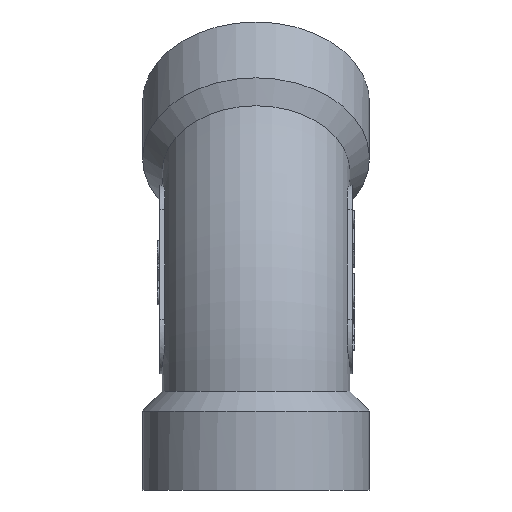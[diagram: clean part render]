
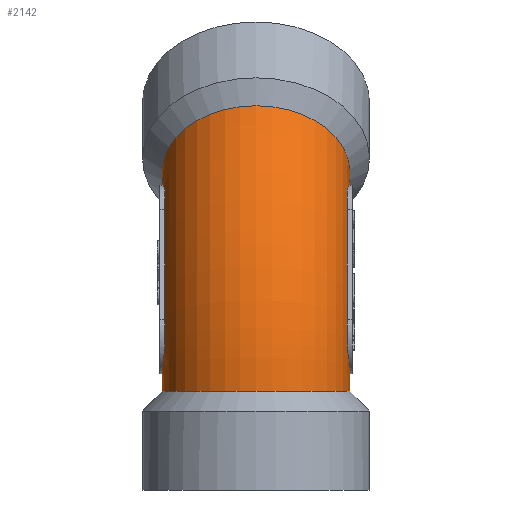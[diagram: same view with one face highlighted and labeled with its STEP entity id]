
A CAD part, left-side view. The second image highlights one B-rep face of the part: STEP entity #2142.
In plain terms, the highlighted toroidal (fillet/blend) face has major radius 31.385 mm and minor radius 9.5 mm.
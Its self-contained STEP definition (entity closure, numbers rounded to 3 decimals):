
#85=TOROIDAL_SURFACE('',#2290,31.385,9.5);
#91=CIRCLE('',#2291,33.55);
#92=CIRCLE('',#2292,29.22);
#93=CIRCLE('',#2293,33.55);
#94=CIRCLE('',#2294,22.158);
#95=CIRCLE('',#2295,9.5);
#96=CIRCLE('',#2296,22.158);
#97=CIRCLE('',#2297,9.5);
#98=CIRCLE('',#2298,33.55);
#99=CIRCLE('',#2299,29.22);
#100=CIRCLE('',#2300,33.55);
#498=ORIENTED_EDGE('',*,*,#1138,.F.);
#499=ORIENTED_EDGE('',*,*,#1139,.F.);
#500=ORIENTED_EDGE('',*,*,#1140,.F.);
#501=ORIENTED_EDGE('',*,*,#1141,.F.);
#502=ORIENTED_EDGE('',*,*,#1142,.F.);
#503=ORIENTED_EDGE('',*,*,#1143,.F.);
#504=ORIENTED_EDGE('',*,*,#1144,.T.);
#505=ORIENTED_EDGE('',*,*,#1145,.T.);
#506=ORIENTED_EDGE('',*,*,#1146,.T.);
#507=ORIENTED_EDGE('',*,*,#1147,.T.);
#508=ORIENTED_EDGE('',*,*,#1148,.T.);
#509=ORIENTED_EDGE('',*,*,#1149,.T.);
#510=ORIENTED_EDGE('',*,*,#1150,.F.);
#511=ORIENTED_EDGE('',*,*,#1151,.T.);
#512=ORIENTED_EDGE('',*,*,#1152,.F.);
#513=ORIENTED_EDGE('',*,*,#1153,.F.);
#514=ORIENTED_EDGE('',*,*,#1154,.F.);
#515=ORIENTED_EDGE('',*,*,#1155,.F.);
#516=ORIENTED_EDGE('',*,*,#1156,.F.);
#517=ORIENTED_EDGE('',*,*,#1157,.F.);
#1138=EDGE_CURVE('',#1458,#1459,#1657,.T.);
#1139=EDGE_CURVE('',#1460,#1458,#91,.T.);
#1140=EDGE_CURVE('',#1461,#1460,#1658,.T.);
#1141=EDGE_CURVE('',#1462,#1461,#92,.T.);
#1142=EDGE_CURVE('',#1463,#1462,#1659,.T.);
#1143=EDGE_CURVE('',#1459,#1463,#93,.T.);
#1144=EDGE_CURVE('',#1464,#1465,#94,.T.);
#1145=EDGE_CURVE('',#1465,#1466,#1660,.T.);
#1146=EDGE_CURVE('',#1466,#1467,#95,.F.);
#1147=EDGE_CURVE('',#1467,#1468,#1661,.T.);
#1148=EDGE_CURVE('',#1468,#1469,#96,.T.);
#1149=EDGE_CURVE('',#1469,#1470,#1662,.T.);
#1150=EDGE_CURVE('',#1471,#1470,#97,.F.);
#1151=EDGE_CURVE('',#1471,#1464,#1663,.T.);
#1152=EDGE_CURVE('',#1472,#1473,#1664,.T.);
#1153=EDGE_CURVE('',#1474,#1472,#98,.T.);
#1154=EDGE_CURVE('',#1475,#1474,#1665,.T.);
#1155=EDGE_CURVE('',#1476,#1475,#99,.T.);
#1156=EDGE_CURVE('',#1477,#1476,#1666,.T.);
#1157=EDGE_CURVE('',#1473,#1477,#100,.T.);
#1458=VERTEX_POINT('',#3037);
#1459=VERTEX_POINT('',#3038);
#1460=VERTEX_POINT('',#3040);
#1461=VERTEX_POINT('',#3046);
#1462=VERTEX_POINT('',#3048);
#1463=VERTEX_POINT('',#3054);
#1464=VERTEX_POINT('',#3057);
#1465=VERTEX_POINT('',#3058);
#1466=VERTEX_POINT('',#3063);
#1467=VERTEX_POINT('',#3065);
#1468=VERTEX_POINT('',#3070);
#1469=VERTEX_POINT('',#3072);
#1470=VERTEX_POINT('',#3077);
#1471=VERTEX_POINT('',#3079);
#1472=VERTEX_POINT('',#3088);
#1473=VERTEX_POINT('',#3089);
#1474=VERTEX_POINT('',#3091);
#1475=VERTEX_POINT('',#3097);
#1476=VERTEX_POINT('',#3099);
#1477=VERTEX_POINT('',#3105);
#1657=B_SPLINE_CURVE_WITH_KNOTS('',3,(#3033,#3034,#3035,#3036),
 .UNSPECIFIED.,.F.,.F.,(4,4),(0.,1.),.UNSPECIFIED.);
#1658=B_SPLINE_CURVE_WITH_KNOTS('',3,(#3041,#3042,#3043,#3044,#3045),
 .UNSPECIFIED.,.F.,.F.,(4,1,4),(0.,0.003,
0.005),.UNSPECIFIED.);
#1659=B_SPLINE_CURVE_WITH_KNOTS('',3,(#3049,#3050,#3051,#3052,#3053),
 .UNSPECIFIED.,.F.,.F.,(4,1,4),(0.,0.003,
0.005),.UNSPECIFIED.);
#1660=B_SPLINE_CURVE_WITH_KNOTS('',3,(#3059,#3060,#3061,#3062),
 .UNSPECIFIED.,.F.,.F.,(4,4),(0.,0.),
 .UNSPECIFIED.);
#1661=B_SPLINE_CURVE_WITH_KNOTS('',3,(#3066,#3067,#3068,#3069),
 .UNSPECIFIED.,.F.,.F.,(4,4),(0.,0.),
 .UNSPECIFIED.);
#1662=B_SPLINE_CURVE_WITH_KNOTS('',3,(#3073,#3074,#3075,#3076),
 .UNSPECIFIED.,.F.,.F.,(4,4),(0.,0.),
 .UNSPECIFIED.);
#1663=B_SPLINE_CURVE_WITH_KNOTS('',3,(#3080,#3081,#3082,#3083),
 .UNSPECIFIED.,.F.,.F.,(4,4),(0.,0.),
 .UNSPECIFIED.);
#1664=B_SPLINE_CURVE_WITH_KNOTS('',3,(#3084,#3085,#3086,#3087),
 .UNSPECIFIED.,.F.,.F.,(4,4),(0.,1.),.UNSPECIFIED.);
#1665=B_SPLINE_CURVE_WITH_KNOTS('',3,(#3092,#3093,#3094,#3095,#3096),
 .UNSPECIFIED.,.F.,.F.,(4,1,4),(0.,0.003,
0.005),.UNSPECIFIED.);
#1666=B_SPLINE_CURVE_WITH_KNOTS('',3,(#3100,#3101,#3102,#3103,#3104),
 .UNSPECIFIED.,.F.,.F.,(4,1,4),(0.,0.003,
0.005),.UNSPECIFIED.);
#1751=EDGE_LOOP('',(#498,#499,#500,#501,#502,#503));
#1752=EDGE_LOOP('',(#504,#505,#506,#507,#508,#509,#510,#511));
#1753=EDGE_LOOP('',(#512,#513,#514,#515,#516,#517));
#1911=FACE_BOUND('',#1751,.T.);
#1912=FACE_BOUND('',#1752,.T.);
#1913=FACE_BOUND('',#1753,.T.);
#2142=ADVANCED_FACE('',(#1911,#1912,#1913),#85,.T.);
#2290=AXIS2_PLACEMENT_3D('',#3032,#2446,#2447);
#2291=AXIS2_PLACEMENT_3D('',#3039,#2448,#2449);
#2292=AXIS2_PLACEMENT_3D('',#3047,#2450,#2451);
#2293=AXIS2_PLACEMENT_3D('',#3055,#2452,#2453);
#2294=AXIS2_PLACEMENT_3D('',#3056,#2454,#2455);
#2295=AXIS2_PLACEMENT_3D('',#3064,#2456,#2457);
#2296=AXIS2_PLACEMENT_3D('',#3071,#2458,#2459);
#2297=AXIS2_PLACEMENT_3D('',#3078,#2460,#2461);
#2298=AXIS2_PLACEMENT_3D('',#3090,#2462,#2463);
#2299=AXIS2_PLACEMENT_3D('',#3098,#2464,#2465);
#2300=AXIS2_PLACEMENT_3D('',#3106,#2466,#2467);
#2446=DIRECTION('',(0.,-1.,0.));
#2447=DIRECTION('',(0.,0.,-1.));
#2448=DIRECTION('',(0.,-1.,0.));
#2449=DIRECTION('',(0.,0.,-1.));
#2450=DIRECTION('',(0.,1.,0.));
#2451=DIRECTION('',(0.,0.,1.));
#2452=DIRECTION('',(0.,-1.,0.));
#2453=DIRECTION('',(0.,0.,-1.));
#2454=DIRECTION('',(0.,-1.,0.));
#2455=DIRECTION('',(0.,0.,-1.));
#2456=DIRECTION('',(0.,0.,-1.));
#2457=DIRECTION('',(1.,0.,0.));
#2458=DIRECTION('',(0.,1.,0.));
#2459=DIRECTION('',(0.,0.,1.));
#2460=DIRECTION('',(-0.707,0.,-0.707));
#2461=DIRECTION('',(0.707,0.,-0.707));
#2462=DIRECTION('',(0.,1.,0.));
#2463=DIRECTION('',(0.,0.,1.));
#2464=DIRECTION('',(0.,-1.,0.));
#2465=DIRECTION('',(0.,0.,-1.));
#2466=DIRECTION('',(0.,1.,0.));
#2467=DIRECTION('',(0.,0.,1.));
#3032=CARTESIAN_POINT('',(8.385,0.,10.));
#3033=CARTESIAN_POINT('',(-22.373,-9.25,23.4));
#3034=CARTESIAN_POINT('',(-22.528,-9.252,23.025));
#3035=CARTESIAN_POINT('',(-22.684,-9.252,22.649));
#3036=CARTESIAN_POINT('',(-22.839,-9.25,22.274));
#3037=CARTESIAN_POINT('',(-22.373,-9.25,23.4));
#3038=CARTESIAN_POINT('',(-22.839,-9.25,22.274));
#3039=CARTESIAN_POINT('',(8.385,-9.25,10.));
#3040=CARTESIAN_POINT('',(-18.136,-9.25,30.549));
#3041=CARTESIAN_POINT('',(-13.501,-9.25,29.36));
#3042=CARTESIAN_POINT('',(-14.032,-9.445,30.019));
#3043=CARTESIAN_POINT('',(-15.551,-9.591,30.999));
#3044=CARTESIAN_POINT('',(-17.339,-9.351,30.877));
#3045=CARTESIAN_POINT('',(-18.136,-9.25,30.549));
#3046=CARTESIAN_POINT('',(-13.501,-9.25,29.36));
#3047=CARTESIAN_POINT('',(8.385,-9.25,10.));
#3048=CARTESIAN_POINT('',(-20.78,-9.25,11.786));
#3049=CARTESIAN_POINT('',(-24.898,-9.25,14.223));
#3050=CARTESIAN_POINT('',(-24.566,-9.351,13.427));
#3051=CARTESIAN_POINT('',(-23.392,-9.591,12.079));
#3052=CARTESIAN_POINT('',(-21.622,-9.445,11.695));
#3053=CARTESIAN_POINT('',(-20.78,-9.25,11.786));
#3054=CARTESIAN_POINT('',(-24.898,-9.25,14.223));
#3055=CARTESIAN_POINT('',(8.385,-9.25,10.));
#3056=CARTESIAN_POINT('',(8.385,2.262,10.));
#3057=CARTESIAN_POINT('',(-7.286,2.262,25.666));
#3058=CARTESIAN_POINT('',(-13.773,2.262,10.003));
#3059=CARTESIAN_POINT('',(-13.773,2.262,10.003));
#3060=CARTESIAN_POINT('',(-13.778,2.284,10.001));
#3061=CARTESIAN_POINT('',(-13.784,2.305,10.));
#3062=CARTESIAN_POINT('',(-13.789,2.327,10.));
#3063=CARTESIAN_POINT('',(-13.789,2.327,10.));
#3064=CARTESIAN_POINT('',(-23.,0.,10.));
#3065=CARTESIAN_POINT('',(-13.789,-2.327,10.));
#3066=CARTESIAN_POINT('',(-13.789,-2.327,10.));
#3067=CARTESIAN_POINT('',(-13.784,-2.305,10.));
#3068=CARTESIAN_POINT('',(-13.778,-2.284,10.001));
#3069=CARTESIAN_POINT('',(-13.773,-2.262,10.003));
#3070=CARTESIAN_POINT('',(-13.773,-2.262,10.003));
#3071=CARTESIAN_POINT('',(8.385,-2.262,10.));
#3072=CARTESIAN_POINT('',(-7.286,-2.262,25.666));
#3073=CARTESIAN_POINT('',(-7.286,-2.262,25.666));
#3074=CARTESIAN_POINT('',(-7.288,-2.284,25.671));
#3075=CARTESIAN_POINT('',(-7.291,-2.305,25.676));
#3076=CARTESIAN_POINT('',(-7.295,-2.327,25.679));
#3077=CARTESIAN_POINT('',(-7.295,-2.327,25.679));
#3078=CARTESIAN_POINT('',(-13.808,0.,32.192));
#3079=CARTESIAN_POINT('',(-7.295,2.327,25.679));
#3080=CARTESIAN_POINT('',(-7.295,2.327,25.679));
#3081=CARTESIAN_POINT('',(-7.291,2.305,25.676));
#3082=CARTESIAN_POINT('',(-7.288,2.284,25.671));
#3083=CARTESIAN_POINT('',(-7.286,2.262,25.666));
#3084=CARTESIAN_POINT('',(-22.839,9.25,22.274));
#3085=CARTESIAN_POINT('',(-22.684,9.252,22.649));
#3086=CARTESIAN_POINT('',(-22.528,9.252,23.025));
#3087=CARTESIAN_POINT('',(-22.373,9.25,23.4));
#3088=CARTESIAN_POINT('',(-22.839,9.25,22.274));
#3089=CARTESIAN_POINT('',(-22.373,9.25,23.4));
#3090=CARTESIAN_POINT('',(8.385,9.25,10.));
#3091=CARTESIAN_POINT('',(-24.898,9.25,14.223));
#3092=CARTESIAN_POINT('',(-20.78,9.25,11.786));
#3093=CARTESIAN_POINT('',(-21.621,9.445,11.695));
#3094=CARTESIAN_POINT('',(-23.389,9.591,12.077));
#3095=CARTESIAN_POINT('',(-24.566,9.351,13.427));
#3096=CARTESIAN_POINT('',(-24.898,9.25,14.223));
#3097=CARTESIAN_POINT('',(-20.78,9.25,11.786));
#3098=CARTESIAN_POINT('',(8.385,9.25,10.));
#3099=CARTESIAN_POINT('',(-13.501,9.25,29.36));
#3100=CARTESIAN_POINT('',(-18.136,9.25,30.549));
#3101=CARTESIAN_POINT('',(-17.338,9.351,30.877));
#3102=CARTESIAN_POINT('',(-15.555,9.591,31.));
#3103=CARTESIAN_POINT('',(-14.032,9.445,30.019));
#3104=CARTESIAN_POINT('',(-13.501,9.25,29.36));
#3105=CARTESIAN_POINT('',(-18.136,9.25,30.549));
#3106=CARTESIAN_POINT('',(8.385,9.25,10.));
